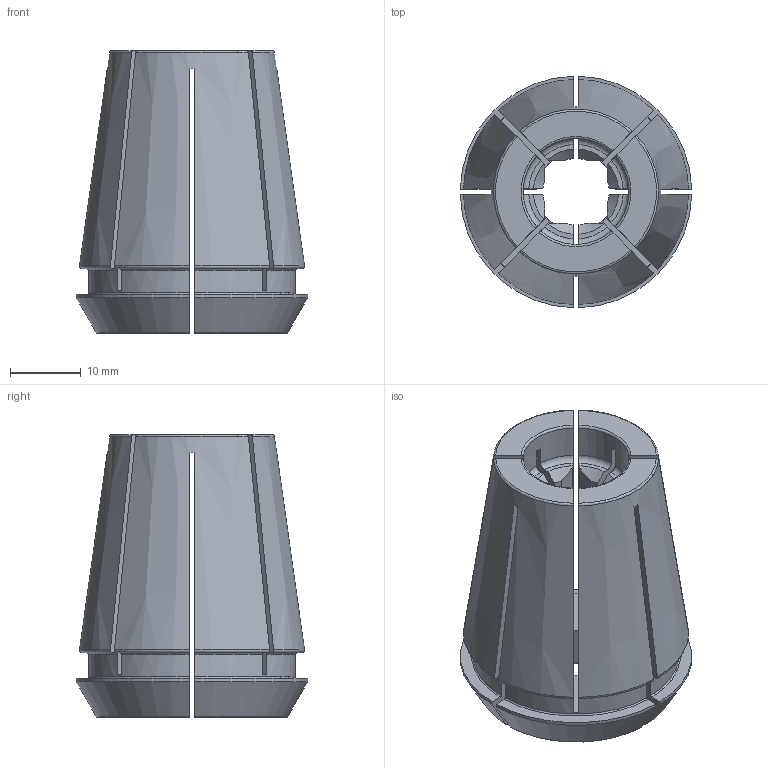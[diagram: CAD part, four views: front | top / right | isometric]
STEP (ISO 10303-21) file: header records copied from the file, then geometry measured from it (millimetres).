
FILE_DESCRIPTION(/* description */ (''),/* implementation_level */ '2;1');
FILE_NAME(/* name */ '143211104.stp',/* time_stamp */ '2021-01-08T12:57:17',/* author */ ('LRA'),/* organization */ ('REGO-FIX'),/* preprocessor_version */ ' Unknown',/* originating_system */ 'SIEMENS PLM Software Solid Edge ST10',/* authorization */ 'Unknown');
FILE_SCHEMA (('AUTOMOTIVE_DESIGN { 1 0 10303 214 2 1 1}'));
Length unit declared in the file: millimetre
Products named in the file (1): NOCUT
Bounding box: 32.79 x 32.79 x 40 mm (x, y, z)
Volume: 18911.7 mm3; surface area: 10432.7 mm2
Topology: 1 solids, 1 shells, 176 faces, 528 edges, 352 vertices
Faces by surface type: plane 68, torus 44, cylinder 40, cone 24
Entity records: 6250 total; most frequent: CARTESIAN_POINT 1514, ORIENTED_EDGE 1056, DIRECTION 952, EDGE_CURVE 528, AXIS2_PLACEMENT_3D 372, VERTEX_POINT 352, LINE 208, VECTOR 208
